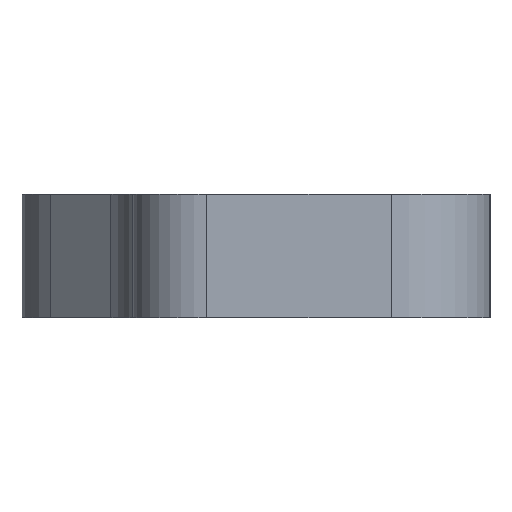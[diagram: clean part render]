
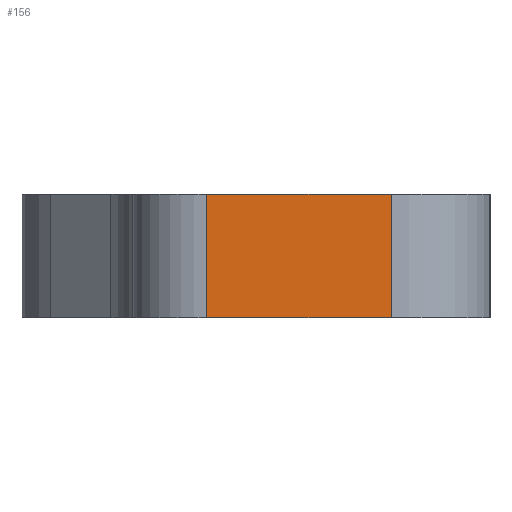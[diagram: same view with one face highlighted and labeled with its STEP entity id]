
A CAD part, left-side view. The second image highlights one B-rep face of the part: STEP entity #156.
In plain terms, the highlighted planar face has unit normal (-1, 0, 0).
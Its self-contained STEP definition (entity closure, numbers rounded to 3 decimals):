
#47 = VERTEX_POINT ( 'NONE', #535 ) ;
#88 = EDGE_CURVE ( 'NONE', #516, #579, #607, .T. ) ;
#103 = DIRECTION ( 'NONE',  ( 0., 1., 0. ) ) ;
#111 = LINE ( 'NONE', #387, #903 ) ;
#156 = ADVANCED_FACE ( 'NONE', ( #786 ), #792, .T. ) ;
#173 = DIRECTION ( 'NONE',  ( 0., 0., 1. ) ) ;
#177 = ORIENTED_EDGE ( 'NONE', *, *, #983, .T. ) ;
#215 = CARTESIAN_POINT ( 'NONE',  ( -31., 43.625, -5. ) ) ;
#236 = EDGE_CURVE ( 'NONE', #47, #1127, #111, .T. ) ;
#259 = CARTESIAN_POINT ( 'NONE',  ( -31., 36.125, -5. ) ) ;
#380 = CARTESIAN_POINT ( 'NONE',  ( -31., 36.125, -5. ) ) ;
#387 = CARTESIAN_POINT ( 'NONE',  ( -31., 36.125, -5. ) ) ;
#482 = EDGE_LOOP ( 'NONE', ( #990, #1072, #177, #979 ) ) ;
#516 = VERTEX_POINT ( 'NONE', #215 ) ;
#535 = CARTESIAN_POINT ( 'NONE',  ( -31., 36.125, -5. ) ) ;
#547 = CARTESIAN_POINT ( 'NONE',  ( -31., 36.125, 0. ) ) ;
#556 = VECTOR ( 'NONE', #1002, 1000. ) ;
#579 = VERTEX_POINT ( 'NONE', #789 ) ;
#582 = VECTOR ( 'NONE', #173, 1000. ) ;
#607 = LINE ( 'NONE', #975, #582 ) ;
#664 = DIRECTION ( 'NONE',  ( 0., 0., 1. ) ) ;
#731 = CARTESIAN_POINT ( 'NONE',  ( -31., 36.125, 0. ) ) ;
#779 = DIRECTION ( 'NONE',  ( 0., 0., -1. ) ) ;
#786 = FACE_OUTER_BOUND ( 'NONE', #482, .T. ) ;
#789 = CARTESIAN_POINT ( 'NONE',  ( -31., 43.625, 0. ) ) ;
#792 = PLANE ( 'NONE',  #989 ) ;
#882 = DIRECTION ( 'NONE',  ( -1., 0., 0. ) ) ;
#903 = VECTOR ( 'NONE', #664, 1000. ) ;
#921 = LINE ( 'NONE', #731, #953 ) ;
#953 = VECTOR ( 'NONE', #103, 1000. ) ;
#975 = CARTESIAN_POINT ( 'NONE',  ( -31., 43.625, -5. ) ) ;
#979 = ORIENTED_EDGE ( 'NONE', *, *, #88, .F. ) ;
#983 = EDGE_CURVE ( 'NONE', #1127, #579, #921, .T. ) ;
#989 = AXIS2_PLACEMENT_3D ( 'NONE', #259, #882, #779 ) ;
#990 = ORIENTED_EDGE ( 'NONE', *, *, #1102, .F. ) ;
#1002 = DIRECTION ( 'NONE',  ( 0., 1., 0. ) ) ;
#1011 = LINE ( 'NONE', #380, #556 ) ;
#1072 = ORIENTED_EDGE ( 'NONE', *, *, #236, .T. ) ;
#1102 = EDGE_CURVE ( 'NONE', #47, #516, #1011, .T. ) ;
#1127 = VERTEX_POINT ( 'NONE', #547 ) ;
